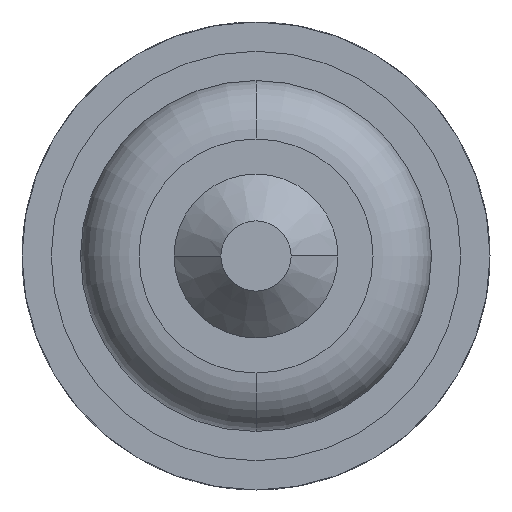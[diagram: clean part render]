
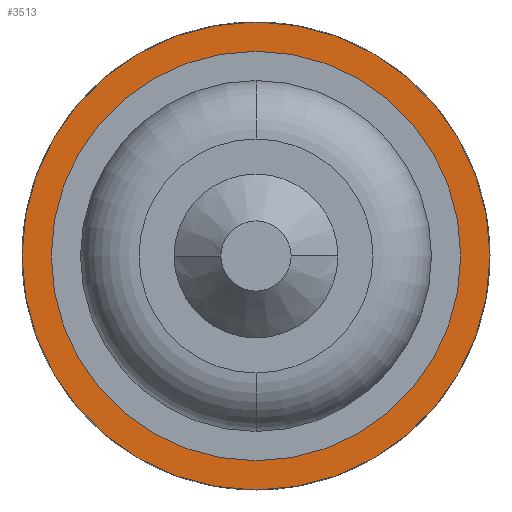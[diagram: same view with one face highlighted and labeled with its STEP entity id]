
A CAD part, front view. The second image highlights one B-rep face of the part: STEP entity #3513.
In plain terms, the highlighted planar face has unit normal (0, -1, 0).
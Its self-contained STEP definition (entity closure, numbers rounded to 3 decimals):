
#44 = AXIS2_PLACEMENT_3D ( 'NONE', #1306, #5535, #3229 ) ;
#303 = DIRECTION ( 'NONE',  ( 0., 1., 0. ) ) ;
#319 = EDGE_LOOP ( 'NONE', ( #2952, #1896 ) ) ;
#509 = CIRCLE ( 'NONE', #2993, 2. ) ;
#510 = CARTESIAN_POINT ( 'NONE',  ( -2., 26., 0. ) ) ;
#549 = DIRECTION ( 'NONE',  ( 1., 0., 0. ) ) ;
#744 = AXIS2_PLACEMENT_3D ( 'NONE', #3153, #303, #3122 ) ;
#773 = CARTESIAN_POINT ( 'NONE',  ( -0.9, 26., 0. ) ) ;
#975 = EDGE_CURVE ( 'Defeature ausgef�hrt1_64+Defeature ausgef�hrt1_63+Defeature ausgef�hrt1_63+Defeature ausgef�hrt1_63', #1993, #4723, #3708, .T. ) ;
#1306 = CARTESIAN_POINT ( 'NONE',  ( 0., 26., 0. ) ) ;
#1381 = AXIS2_PLACEMENT_3D ( 'NONE', #510, #2339, #549 ) ;
#1657 = DIRECTION ( 'NONE',  ( 0., 1., 0. ) ) ;
#1709 = DIRECTION ( 'NONE',  ( -1., 0., 0. ) ) ;
#1790 = CIRCLE ( 'NONE', #2558, 0.9 ) ;
#1896 = ORIENTED_EDGE ( 'NONE', *, *, #975, .T. ) ;
#1908 = EDGE_CURVE ( 'Defeature ausgef�hrt1_64+Defeature ausgef�hrt1_63+Defeature ausgef�hrt1_63+Defeature ausgef�hrt1_63', #4723, #1993, #1790, .T. ) ;
#1993 = VERTEX_POINT ( 'NONE', #2633 ) ;
#2108 = CARTESIAN_POINT ( 'NONE',  ( 0., 26., 0. ) ) ;
#2339 = DIRECTION ( 'NONE',  ( 0., -1., 0. ) ) ;
#2383 = PLANE ( 'NONE',  #1381 ) ;
#2439 = FACE_OUTER_BOUND ( 'NONE', #4244, .T. ) ;
#2505 = EDGE_CURVE ( 'Defeature ausgef�hrt1_65+Defeature ausgef�hrt1_64+Defeature ausgef�hrt1_64+Defeature ausgef�hrt1_64', #5451, #4197, #5850, .T. ) ;
#2558 = AXIS2_PLACEMENT_3D ( 'NONE', #3460, #1657, #1709 ) ;
#2633 = CARTESIAN_POINT ( 'NONE',  ( 0.9, 26., 0. ) ) ;
#2952 = ORIENTED_EDGE ( 'NONE', *, *, #1908, .T. ) ;
#2993 = AXIS2_PLACEMENT_3D ( 'NONE', #2108, #3471, #3491 ) ;
#3122 = DIRECTION ( 'NONE',  ( -1., 0., 0. ) ) ;
#3153 = CARTESIAN_POINT ( 'NONE',  ( 0., 26., 0. ) ) ;
#3229 = DIRECTION ( 'NONE',  ( -1., 0., 0. ) ) ;
#3460 = CARTESIAN_POINT ( 'NONE',  ( 0., 26., 0. ) ) ;
#3471 = DIRECTION ( 'NONE',  ( 0., 1., 0. ) ) ;
#3491 = DIRECTION ( 'NONE',  ( -1., 0., 0. ) ) ;
#3513 = ADVANCED_FACE ( 'Defeature ausgef�hrt1_64', ( #5231, #2439 ), #2383, .T. ) ;
#3708 = CIRCLE ( 'NONE', #744, 0.9 ) ;
#4197 = VERTEX_POINT ( 'NONE', #5305 ) ;
#4244 = EDGE_LOOP ( 'NONE', ( #4796, #4914 ) ) ;
#4286 = CARTESIAN_POINT ( 'NONE',  ( 2., 26., 0. ) ) ;
#4723 = VERTEX_POINT ( 'NONE', #773 ) ;
#4796 = ORIENTED_EDGE ( 'NONE', *, *, #6017, .F. ) ;
#4914 = ORIENTED_EDGE ( 'NONE', *, *, #2505, .F. ) ;
#5231 = FACE_BOUND ( 'NONE', #319, .T. ) ;
#5305 = CARTESIAN_POINT ( 'NONE',  ( -2., 26., 0. ) ) ;
#5451 = VERTEX_POINT ( 'NONE', #4286 ) ;
#5535 = DIRECTION ( 'NONE',  ( 0., 1., 0. ) ) ;
#5850 = CIRCLE ( 'NONE', #44, 2. ) ;
#6017 = EDGE_CURVE ( 'Defeature ausgef�hrt1_65+Defeature ausgef�hrt1_64+Defeature ausgef�hrt1_64+Defeature ausgef�hrt1_64', #4197, #5451, #509, .T. ) ;
